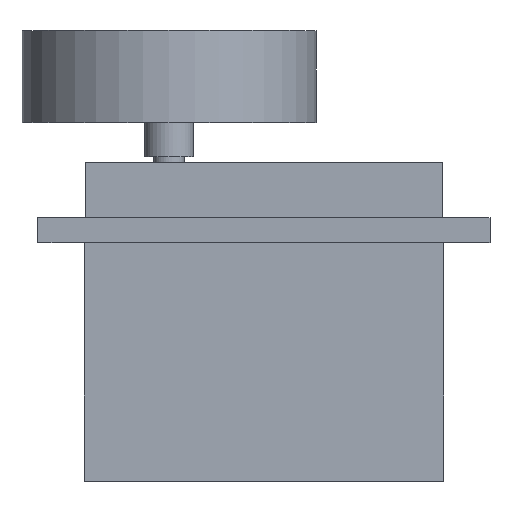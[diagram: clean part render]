
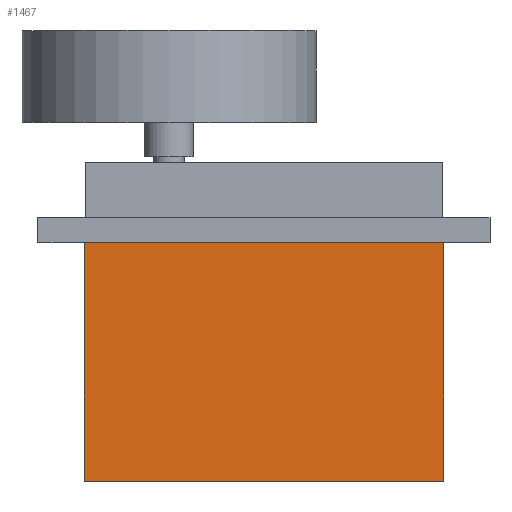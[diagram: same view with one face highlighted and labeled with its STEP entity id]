
A CAD part, top view. The second image highlights one B-rep face of the part: STEP entity #1467.
In plain terms, the highlighted planar face has unit normal (0, 0, 1).
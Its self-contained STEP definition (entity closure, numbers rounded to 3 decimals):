
#610 = PLANE('',#611);
#611 = AXIS2_PLACEMENT_3D('',#612,#613,#614);
#612 = CARTESIAN_POINT('',(271.9,13.3,77.15));
#613 = DIRECTION('',(0.,0.,1.));
#614 = DIRECTION('',(-1.,0.,0.));
#949 = VERTEX_POINT('',#950);
#950 = CARTESIAN_POINT('',(205.65,13.3,77.15));
#976 = EDGE_CURVE('',#977,#949,#979,.T.);
#977 = VERTEX_POINT('',#978);
#978 = CARTESIAN_POINT('',(264.35,13.3,77.15));
#979 = SURFACE_CURVE('',#980,(#984,#991),.PCURVE_S1.);
#980 = LINE('',#981,#982);
#981 = CARTESIAN_POINT('',(264.35,13.3,77.15));
#982 = VECTOR('',#983,1.);
#983 = DIRECTION('',(-1.,0.,0.));
#984 = PCURVE('',#610,#985);
#985 = DEFINITIONAL_REPRESENTATION('',(#986),#990);
#986 = LINE('',#987,#988);
#987 = CARTESIAN_POINT('',(7.55,0.));
#988 = VECTOR('',#989,1.);
#989 = DIRECTION('',(1.,0.));
#990 = ( GEOMETRIC_REPRESENTATION_CONTEXT(2) 
PARAMETRIC_REPRESENTATION_CONTEXT() REPRESENTATION_CONTEXT('2D SPACE',''
  ) );
#991 = PCURVE('',#992,#997);
#992 = PLANE('',#993);
#993 = AXIS2_PLACEMENT_3D('',#994,#995,#996);
#994 = CARTESIAN_POINT('',(264.35,-25.7,77.15));
#995 = DIRECTION('',(0.,0.,1.));
#996 = DIRECTION('',(-1.,0.,0.));
#997 = DEFINITIONAL_REPRESENTATION('',(#998),#1002);
#998 = LINE('',#999,#1000);
#999 = CARTESIAN_POINT('',(0.,-39.));
#1000 = VECTOR('',#1001,1.);
#1001 = DIRECTION('',(1.,0.));
#1002 = ( GEOMETRIC_REPRESENTATION_CONTEXT(2) 
PARAMETRIC_REPRESENTATION_CONTEXT() REPRESENTATION_CONTEXT('2D SPACE',''
  ) );
#1389 = PLANE('',#1390);
#1390 = AXIS2_PLACEMENT_3D('',#1391,#1392,#1393);
#1391 = CARTESIAN_POINT('',(264.35,-25.7,48.65));
#1392 = DIRECTION('',(1.,0.,0.));
#1393 = DIRECTION('',(0.,0.,1.));
#1443 = PLANE('',#1444);
#1444 = AXIS2_PLACEMENT_3D('',#1445,#1446,#1447);
#1445 = CARTESIAN_POINT('',(205.65,-25.7,77.15));
#1446 = DIRECTION('',(-1.,0.,0.));
#1447 = DIRECTION('',(0.,0.,-1.));
#1467 = ADVANCED_FACE('',(#1468),#992,.T.);
#1468 = FACE_BOUND('',#1469,.T.);
#1469 = EDGE_LOOP('',(#1470,#1493,#1494,#1517));
#1470 = ORIENTED_EDGE('',*,*,#1471,.T.);
#1471 = EDGE_CURVE('',#1472,#977,#1474,.T.);
#1472 = VERTEX_POINT('',#1473);
#1473 = CARTESIAN_POINT('',(264.35,-25.7,77.15));
#1474 = SURFACE_CURVE('',#1475,(#1479,#1486),.PCURVE_S1.);
#1475 = LINE('',#1476,#1477);
#1476 = CARTESIAN_POINT('',(264.35,-25.7,77.15));
#1477 = VECTOR('',#1478,1.);
#1478 = DIRECTION('',(0.,1.,0.));
#1479 = PCURVE('',#992,#1480);
#1480 = DEFINITIONAL_REPRESENTATION('',(#1481),#1485);
#1481 = LINE('',#1482,#1483);
#1482 = CARTESIAN_POINT('',(0.,-0.));
#1483 = VECTOR('',#1484,1.);
#1484 = DIRECTION('',(0.,-1.));
#1485 = ( GEOMETRIC_REPRESENTATION_CONTEXT(2) 
PARAMETRIC_REPRESENTATION_CONTEXT() REPRESENTATION_CONTEXT('2D SPACE',''
  ) );
#1486 = PCURVE('',#1389,#1487);
#1487 = DEFINITIONAL_REPRESENTATION('',(#1488),#1492);
#1488 = LINE('',#1489,#1490);
#1489 = CARTESIAN_POINT('',(28.5,0.));
#1490 = VECTOR('',#1491,1.);
#1491 = DIRECTION('',(0.,-1.));
#1492 = ( GEOMETRIC_REPRESENTATION_CONTEXT(2) 
PARAMETRIC_REPRESENTATION_CONTEXT() REPRESENTATION_CONTEXT('2D SPACE',''
  ) );
#1493 = ORIENTED_EDGE('',*,*,#976,.T.);
#1494 = ORIENTED_EDGE('',*,*,#1495,.F.);
#1495 = EDGE_CURVE('',#1496,#949,#1498,.T.);
#1496 = VERTEX_POINT('',#1497);
#1497 = CARTESIAN_POINT('',(205.65,-25.7,77.15));
#1498 = SURFACE_CURVE('',#1499,(#1503,#1510),.PCURVE_S1.);
#1499 = LINE('',#1500,#1501);
#1500 = CARTESIAN_POINT('',(205.65,-25.7,77.15));
#1501 = VECTOR('',#1502,1.);
#1502 = DIRECTION('',(0.,1.,0.));
#1503 = PCURVE('',#992,#1504);
#1504 = DEFINITIONAL_REPRESENTATION('',(#1505),#1509);
#1505 = LINE('',#1506,#1507);
#1506 = CARTESIAN_POINT('',(58.7,0.));
#1507 = VECTOR('',#1508,1.);
#1508 = DIRECTION('',(0.,-1.));
#1509 = ( GEOMETRIC_REPRESENTATION_CONTEXT(2) 
PARAMETRIC_REPRESENTATION_CONTEXT() REPRESENTATION_CONTEXT('2D SPACE',''
  ) );
#1510 = PCURVE('',#1443,#1511);
#1511 = DEFINITIONAL_REPRESENTATION('',(#1512),#1516);
#1512 = LINE('',#1513,#1514);
#1513 = CARTESIAN_POINT('',(0.,0.));
#1514 = VECTOR('',#1515,1.);
#1515 = DIRECTION('',(0.,-1.));
#1516 = ( GEOMETRIC_REPRESENTATION_CONTEXT(2) 
PARAMETRIC_REPRESENTATION_CONTEXT() REPRESENTATION_CONTEXT('2D SPACE',''
  ) );
#1517 = ORIENTED_EDGE('',*,*,#1518,.F.);
#1518 = EDGE_CURVE('',#1472,#1496,#1519,.T.);
#1519 = SURFACE_CURVE('',#1520,(#1524,#1531),.PCURVE_S1.);
#1520 = LINE('',#1521,#1522);
#1521 = CARTESIAN_POINT('',(264.35,-25.7,77.15));
#1522 = VECTOR('',#1523,1.);
#1523 = DIRECTION('',(-1.,0.,0.));
#1524 = PCURVE('',#992,#1525);
#1525 = DEFINITIONAL_REPRESENTATION('',(#1526),#1530);
#1526 = LINE('',#1527,#1528);
#1527 = CARTESIAN_POINT('',(0.,-0.));
#1528 = VECTOR('',#1529,1.);
#1529 = DIRECTION('',(1.,0.));
#1530 = ( GEOMETRIC_REPRESENTATION_CONTEXT(2) 
PARAMETRIC_REPRESENTATION_CONTEXT() REPRESENTATION_CONTEXT('2D SPACE',''
  ) );
#1531 = PCURVE('',#1532,#1537);
#1532 = PLANE('',#1533);
#1533 = AXIS2_PLACEMENT_3D('',#1534,#1535,#1536);
#1534 = CARTESIAN_POINT('',(235.,-25.7,62.9));
#1535 = DIRECTION('',(-0.,-1.,0.));
#1536 = DIRECTION('',(-1.,0.,0.));
#1537 = DEFINITIONAL_REPRESENTATION('',(#1538),#1542);
#1538 = LINE('',#1539,#1540);
#1539 = CARTESIAN_POINT('',(-29.35,-14.25));
#1540 = VECTOR('',#1541,1.);
#1541 = DIRECTION('',(1.,0.));
#1542 = ( GEOMETRIC_REPRESENTATION_CONTEXT(2) 
PARAMETRIC_REPRESENTATION_CONTEXT() REPRESENTATION_CONTEXT('2D SPACE',''
  ) );
